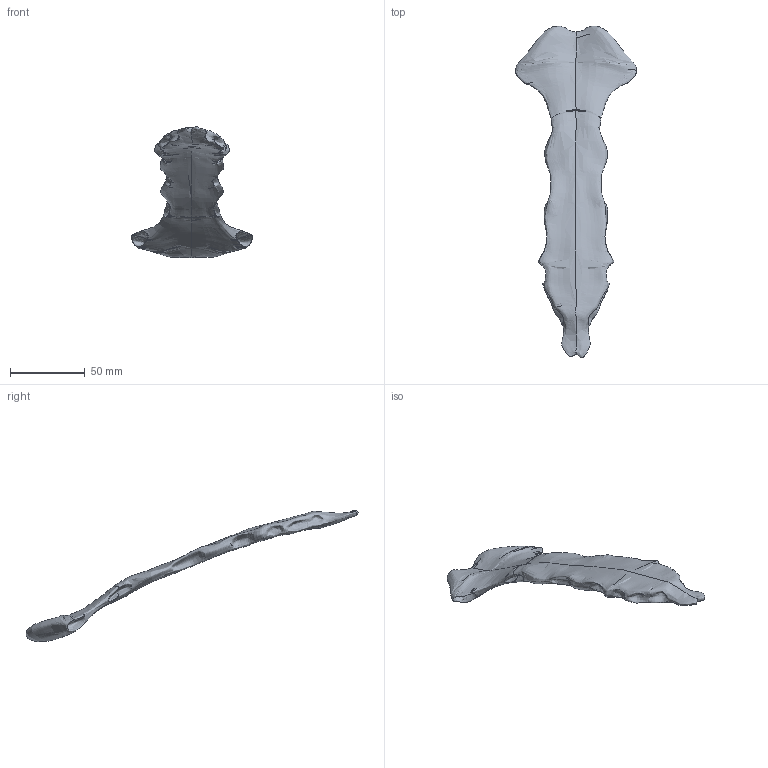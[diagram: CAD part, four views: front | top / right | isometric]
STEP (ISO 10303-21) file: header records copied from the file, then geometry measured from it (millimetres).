
FILE_DESCRIPTION((''),'2;1');
FILE_NAME('BODY_3351','2016-01-13T',('bstank'),('DePuySynthes'),'PRO/ENGINEER BY PARAMETRIC TECHNOLOGY CORPORATION, 2013150','PRO/ENGINEER BY PARAMETRIC TECHNOLOGY CORPORATION, 2013150','');
FILE_SCHEMA(('AUTOMOTIVE_DESIGN { 1 0 10303 214 1 1 1 1 }'));
Length unit declared in the file: metre
Products named in the file (1): BODY_3351
Bounding box: 80.55 x 221.83 x 87.75 mm (x, y, z)
Volume: 71497.5 mm3; surface area: 22999.5 mm2
Topology: 1 solids, 1 shells, 2 faces, 6 edges, 2 vertices
Faces by surface type: bspline 2
Entity records: 2367 total; most frequent: CARTESIAN_POINT 2304, COLOUR_RGB 10, ORIENTED_EDGE 4, DRAUGHTING_PRE_DEFINED_COLOUR 4, VERTEX_POINT 2, B_SPLINE_SURFACE_WITH_KNOTS 2, EDGE_LOOP 2, FACE_OUTER_BOUND 2
